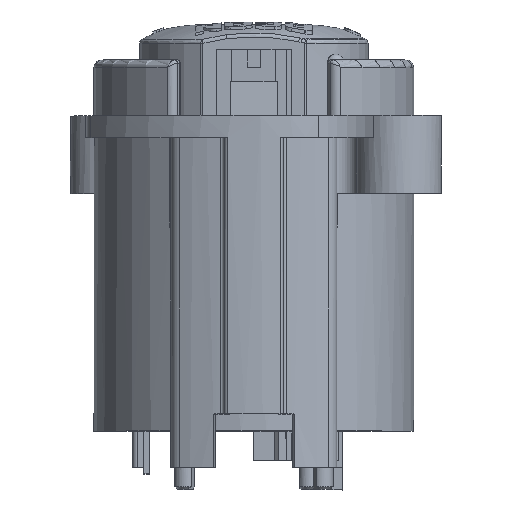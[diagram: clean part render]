
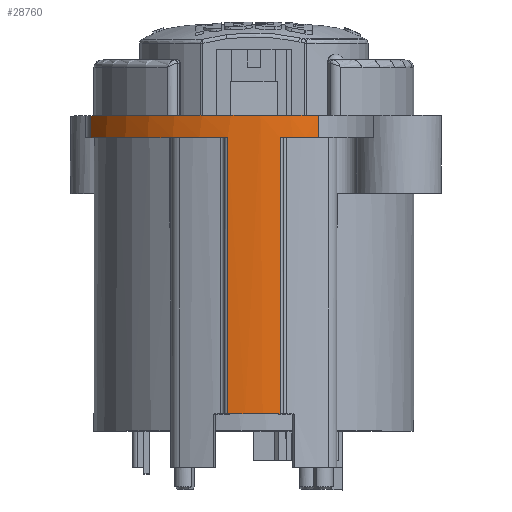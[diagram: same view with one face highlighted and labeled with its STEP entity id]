
A CAD part, top view. The second image highlights one B-rep face of the part: STEP entity #28760.
In plain terms, the highlighted cylindrical face has radius 12.5 mm (diameter 25 mm), a partial arc.
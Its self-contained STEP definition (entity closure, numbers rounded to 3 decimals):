
#9727=CARTESIAN_POINT('',(0.,32.352,
12.5));
#9728=DIRECTION('',(0.,-1.,0.));
#9729=DIRECTION('',(-0.143,0.,0.99));
#9730=AXIS2_PLACEMENT_3D('',#9727,#9728,#9729);
#9732=DIRECTION('',(0.,1.,0.));
#9733=VECTOR('',#9732,1.5);
#9734=CARTESIAN_POINT('',(-11.1,32.352,18.248));
#9735=LINE('',#9734,#9733);
#9736=CARTESIAN_POINT('',(0.,33.852,
12.5));
#9737=DIRECTION('',(0.,1.,0.));
#9738=DIRECTION('',(-0.888,0.,0.46));
#9739=AXIS2_PLACEMENT_3D('',#9736,#9737,#9738);
#9741=DIRECTION('',(0.,1.,0.));
#9742=VECTOR('',#9741,18.85);
#9743=CARTESIAN_POINT('',(-1.786,13.502,24.872));
#9744=LINE('',#9743,#9742);
#9759=DIRECTION('',(0.,1.,0.));
#9760=VECTOR('',#9759,1.5);
#9761=CARTESIAN_POINT('',(4.392,32.352,24.203));
#9762=LINE('',#9761,#9760);
#9824=CARTESIAN_POINT('',(0.,32.352,
12.5));
#9825=DIRECTION('',(0.,1.,0.));
#9826=DIRECTION('',(0.143,0.,0.99));
#9827=AXIS2_PLACEMENT_3D('',#9824,#9825,#9826);
#11339=CARTESIAN_POINT('',(0.,13.502,
12.5));
#11340=DIRECTION('',(0.,1.,0.));
#11341=DIRECTION('',(-0.143,0.,0.99));
#11342=AXIS2_PLACEMENT_3D('',#11339,#11340,#11341);
#11447=DIRECTION('',(0.,1.,0.));
#11448=VECTOR('',#11447,18.85);
#11449=CARTESIAN_POINT('',(1.786,13.502,24.872));
#11450=LINE('',#11449,#11448);
#14255=CARTESIAN_POINT('',(-1.786,13.502,
24.872));
#14256=VERTEX_POINT('',#14255);
#14257=CARTESIAN_POINT('',(1.786,13.502,24.872));
#14258=VERTEX_POINT('',#14257);
#14282=CARTESIAN_POINT('',(-1.786,32.352,
24.872));
#14283=VERTEX_POINT('',#14282);
#14284=CARTESIAN_POINT('',(1.786,32.352,24.872));
#14285=VERTEX_POINT('',#14284);
#14286=CARTESIAN_POINT('',(4.392,32.352,24.203));
#14287=CARTESIAN_POINT('',(4.392,33.852,24.203));
#14288=VERTEX_POINT('',#14286);
#14289=VERTEX_POINT('',#14287);
#15003=CARTESIAN_POINT('',(-11.1,32.352,
18.248));
#15005=VERTEX_POINT('',#15003);
#15401=CARTESIAN_POINT('',(-11.1,33.852,
18.248));
#15403=VERTEX_POINT('',#15401);
#28740=CARTESIAN_POINT('',(0.,37.352,
12.5));
#28741=DIRECTION('',(0.,-1.,0.));
#28742=DIRECTION('',(-0.888,0.,0.46));
#28743=AXIS2_PLACEMENT_3D('',#28740,#28741,#28742);
#28744=CYLINDRICAL_SURFACE('',#28743,12.5);
#28745=ORIENTED_EDGE('',*,*,#28670,.T.);
#28746=ORIENTED_EDGE('',*,*,#28733,.T.);
#28747=ORIENTED_EDGE('',*,*,#27907,.T.);
#28749=ORIENTED_EDGE('',*,*,#28748,.F.);
#28751=ORIENTED_EDGE('',*,*,#28750,.F.);
#28753=ORIENTED_EDGE('',*,*,#28752,.F.);
#28755=ORIENTED_EDGE('',*,*,#28754,.F.);
#28757=ORIENTED_EDGE('',*,*,#28756,.T.);
#28758=EDGE_LOOP('',(#28745,#28746,#28747,#28749,#28751,#28753,#28755,#28757));
#28759=FACE_OUTER_BOUND('',#28758,.F.);
#9731=CIRCLE('',#9730,12.5);
#9740=CIRCLE('',#9739,12.5);
#9828=CIRCLE('',#9827,12.5);
#11343=CIRCLE('',#11342,12.5);
#27907=EDGE_CURVE('',#15403,#14289,#9740,.T.);
#28670=EDGE_CURVE('',#14283,#15005,#9731,.T.);
#28733=EDGE_CURVE('',#15005,#15403,#9735,.T.);
#28748=EDGE_CURVE('',#14288,#14289,#9762,.T.);
#28750=EDGE_CURVE('',#14285,#14288,#9828,.T.);
#28752=EDGE_CURVE('',#14258,#14285,#11450,.T.);
#28754=EDGE_CURVE('',#14256,#14258,#11343,.T.);
#28756=EDGE_CURVE('',#14256,#14283,#9744,.T.);
#28760=ADVANCED_FACE('',(#28759),#28744,.T.);
